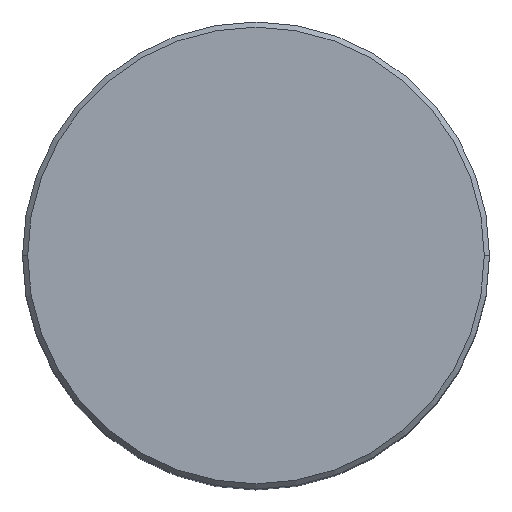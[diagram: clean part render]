
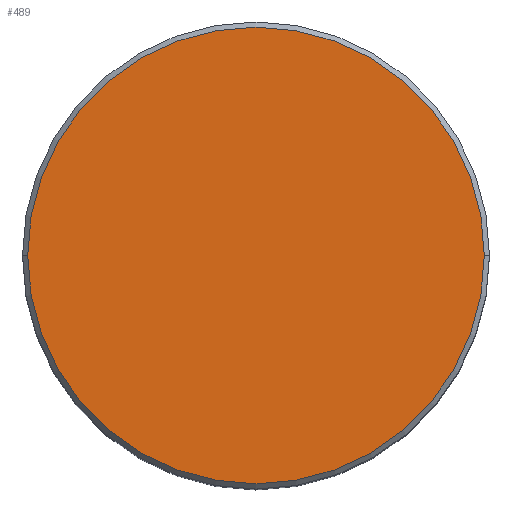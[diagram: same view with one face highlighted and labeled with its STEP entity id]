
A CAD part, top view. The second image highlights one B-rep face of the part: STEP entity #489.
In plain terms, the highlighted planar face has unit normal (0, 0, 1).
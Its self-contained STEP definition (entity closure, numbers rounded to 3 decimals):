
#2 = CARTESIAN_POINT ( 'NONE',  ( 0., 0., 0. ) ) ;
#3 = DIRECTION ( 'NONE',  ( 1., 0., 0. ) ) ;
#9 = DIRECTION ( 'NONE',  ( 1., 0., 0. ) ) ;
#51 = CARTESIAN_POINT ( 'NONE',  ( 22., 0., 0. ) ) ;
#76 = EDGE_LOOP ( 'NONE', ( #208, #165 ) ) ;
#144 = CARTESIAN_POINT ( 'NONE',  ( -22., 0., 0. ) ) ;
#165 = ORIENTED_EDGE ( 'NONE', *, *, #253, .T. ) ;
#172 = DIRECTION ( 'NONE',  ( 0., 0., 1. ) ) ;
#208 = ORIENTED_EDGE ( 'NONE', *, *, #350, .T. ) ;
#252 = CARTESIAN_POINT ( 'NONE',  ( 0., 0., 0. ) ) ;
#253 = EDGE_CURVE ( 'NONE', #557, #559, #299, .T. ) ;
#295 = FACE_OUTER_BOUND ( 'NONE', #76, .T. ) ;
#299 = CIRCLE ( 'NONE', #470, 22. ) ;
#319 = DIRECTION ( 'NONE',  ( 1., 0., 0. ) ) ;
#350 = EDGE_CURVE ( 'NONE', #559, #557, #352, .T. ) ;
#352 = CIRCLE ( 'NONE', #458, 22. ) ;
#358 = DIRECTION ( 'NONE',  ( 0., 0., 1. ) ) ;
#406 = CARTESIAN_POINT ( 'NONE',  ( 0., 0., 0. ) ) ;
#430 = DIRECTION ( 'NONE',  ( 0., 0., 1. ) ) ;
#458 = AXIS2_PLACEMENT_3D ( 'NONE', #2, #358, #319 ) ;
#469 = PLANE ( 'NONE',  #503 ) ;
#470 = AXIS2_PLACEMENT_3D ( 'NONE', #406, #172, #9 ) ;
#489 = ADVANCED_FACE ( 'NONE', ( #295 ), #469, .T. ) ;
#503 = AXIS2_PLACEMENT_3D ( 'NONE', #252, #430, #3 ) ;
#557 = VERTEX_POINT ( 'NONE', #51 ) ;
#559 = VERTEX_POINT ( 'NONE', #144 ) ;
